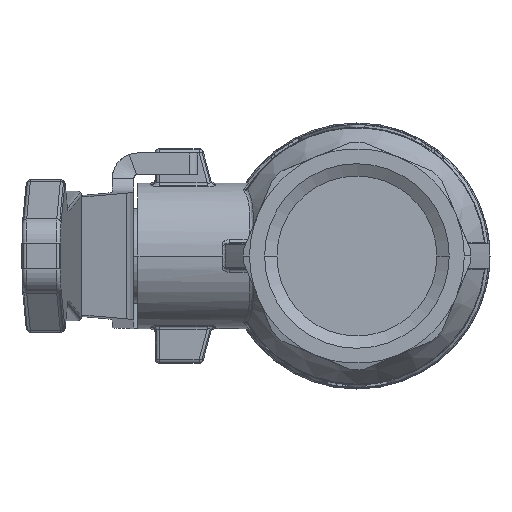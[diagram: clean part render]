
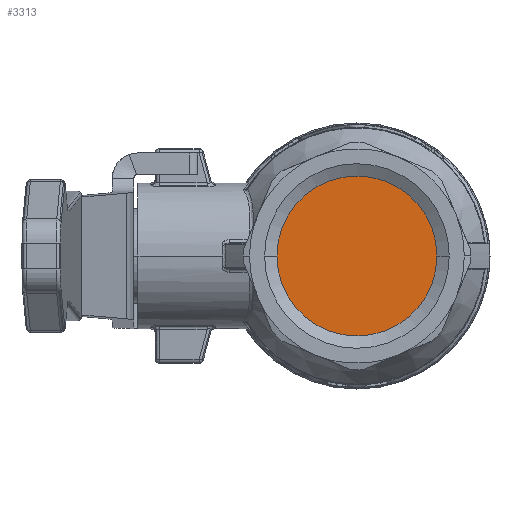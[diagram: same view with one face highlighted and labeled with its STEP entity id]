
A CAD part, left-side view. The second image highlights one B-rep face of the part: STEP entity #3313.
In plain terms, the highlighted planar face has unit normal (-1, 0, 0).
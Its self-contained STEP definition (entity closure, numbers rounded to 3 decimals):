
#3313=ADVANCED_FACE('',(#6760),#6761,.F.);
#6760=FACE_OUTER_BOUND('',#14253,.T.);
#6761=PLANE('',#14254);
#14253=EDGE_LOOP('',(#23560,#23561));
#14254=AXIS2_PLACEMENT_3D('',#23562,#23563,#23564);
#23560=ORIENTED_EDGE('',*,*,#28029,.T.);
#23561=ORIENTED_EDGE('',*,*,#24185,.T.);
#23562=CARTESIAN_POINT('',(-14.0,4.658,0.0));
#23563=DIRECTION('',(1.0,0.0,0.0));
#23564=DIRECTION('',(0.0,1.0,0.0));
#24185=EDGE_CURVE('',#28354,#28358,#28360,.T.);
#28029=EDGE_CURVE('',#28358,#28354,#33999,.T.);
#28354=VERTEX_POINT('',#34537);
#28358=VERTEX_POINT('',#34542);
#28360=CIRCLE('',#34545,9.316);
#33999=CIRCLE('',#47261,9.316);
#34537=CARTESIAN_POINT('',(-14.0,9.316,0.));
#34542=CARTESIAN_POINT('',(-14.0,-9.316,0.));
#34545=AXIS2_PLACEMENT_3D('',#48320,#48321,#48322);
#47261=AXIS2_PLACEMENT_3D('',#51571,#51572,#51573);
#48320=CARTESIAN_POINT('',(-14.0,0.0,0.0));
#48321=DIRECTION('',(-1.0,0.0,0.0));
#48322=DIRECTION('',(0.0,1.0,0.0));
#51571=CARTESIAN_POINT('',(-14.0,0.0,0.0));
#51572=DIRECTION('',(-1.0,0.0,0.0));
#51573=DIRECTION('',(0.0,1.0,0.0));
